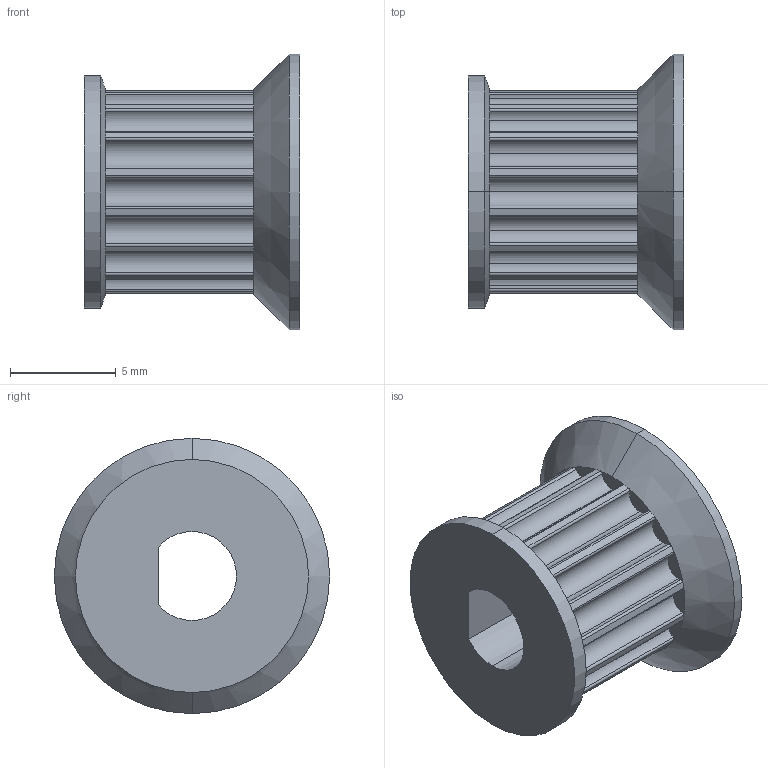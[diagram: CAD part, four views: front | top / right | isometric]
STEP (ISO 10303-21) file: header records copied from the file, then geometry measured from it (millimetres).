
FILE_DESCRIPTION (( 'STEP AP214' ), '1' );
FILE_NAME ('OA-Y20-P07-00.STEP', '2018-10-10T05:47:10', ( '' ), ( '' ), 'SwSTEP 2.0', 'SolidWorks 2014', '' );
FILE_SCHEMA (( 'AUTOMOTIVE_DESIGN' ));
Length unit declared in the file: millimetre
Products named in the file (1): OA-Y20-P07-00
Bounding box: 10.16 x 13 x 13 mm (x, y, z)
Volume: 621.8 mm3; surface area: 803.6 mm2
Topology: 1 solids, 1 shells, 125 faces, 301 edges, 178 vertices
Faces by surface type: cylinder 86, plane 35, cone 4
Entity records: 3717 total; most frequent: DIRECTION 761, CARTESIAN_POINT 605, ORIENTED_EDGE 602, AXIS2_PLACEMENT_3D 334, EDGE_CURVE 301, CIRCLE 208, VERTEX_POINT 178, EDGE_LOOP 127
